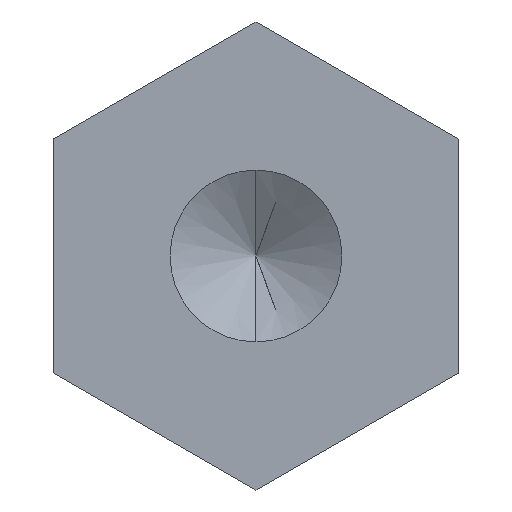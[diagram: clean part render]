
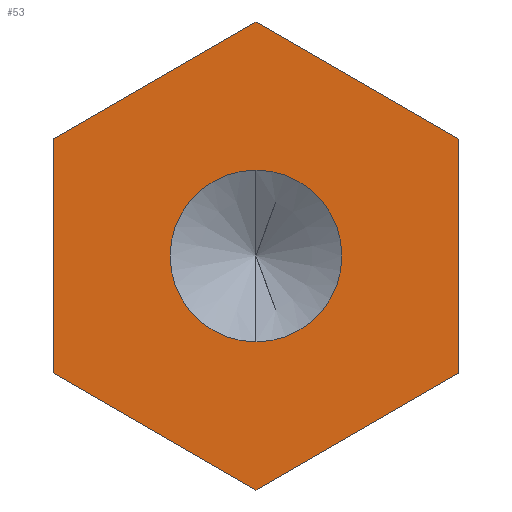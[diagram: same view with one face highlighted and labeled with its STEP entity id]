
A CAD part, left-side view. The second image highlights one B-rep face of the part: STEP entity #53.
In plain terms, the highlighted planar face has unit normal (-1, 0, 0).
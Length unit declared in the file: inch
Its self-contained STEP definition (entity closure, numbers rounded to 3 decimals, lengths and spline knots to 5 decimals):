
#1 = EDGE_CURVE ( 'NONE', #65, #501, #362, .T. ) ;
#6 = DIRECTION ( 'NONE',  ( 0., 0.866, 0.5 ) ) ;
#8 = EDGE_CURVE ( 'NONE', #257, #422, #276, .T. ) ;
#28 = VECTOR ( 'NONE', #141, 39.37008 ) ;
#36 = DIRECTION ( 'NONE',  ( 0., 0., -1. ) ) ;
#39 = DIRECTION ( 'NONE',  ( 0., 0., 1. ) ) ;
#42 = CARTESIAN_POINT ( 'NONE',  ( -2.5, 0.1875, 0.10825 ) ) ;
#47 = CARTESIAN_POINT ( 'NONE',  ( -2.5, 0., 0.21651 ) ) ;
#52 = LINE ( 'NONE', #47, #158 ) ;
#53 = ADVANCED_FACE ( 'NONE', ( #512, #480 ), #364, .F. ) ;
#65 = VERTEX_POINT ( 'NONE', #128 ) ;
#71 = DIRECTION ( 'NONE',  ( 0., 0., 1. ) ) ;
#74 = CARTESIAN_POINT ( 'NONE',  ( -2.5, 0., -0.21651 ) ) ;
#80 = DIRECTION ( 'NONE',  ( 0., 0., -1. ) ) ;
#83 = CARTESIAN_POINT ( 'NONE',  ( -2.5, 0., 0. ) ) ;
#93 = ORIENTED_EDGE ( 'NONE', *, *, #161, .F. ) ;
#94 = VECTOR ( 'NONE', #80, 39.37008 ) ;
#112 = AXIS2_PLACEMENT_3D ( 'NONE', #465, #357, #71 ) ;
#117 = ORIENTED_EDGE ( 'NONE', *, *, #388, .F. ) ;
#122 = VECTOR ( 'NONE', #6, 39.37008 ) ;
#128 = CARTESIAN_POINT ( 'NONE',  ( -2.5, 0., -0.21651 ) ) ;
#136 = CARTESIAN_POINT ( 'NONE',  ( -2.5, 0.1875, 0.10825 ) ) ;
#141 = DIRECTION ( 'NONE',  ( 0., 0.866, -0.5 ) ) ;
#144 = DIRECTION ( 'NONE',  ( 0., 0., 1. ) ) ;
#147 = CARTESIAN_POINT ( 'NONE',  ( -2.5, 0.1875, -0.10825 ) ) ;
#158 = VECTOR ( 'NONE', #345, 39.37008 ) ;
#161 = EDGE_CURVE ( 'NONE', #422, #301, #52, .T. ) ;
#203 = ORIENTED_EDGE ( 'NONE', *, *, #498, .F. ) ;
#217 = CARTESIAN_POINT ( 'NONE',  ( -2.5, 0., 0.0795 ) ) ;
#222 = VECTOR ( 'NONE', #144, 39.37008 ) ;
#229 = AXIS2_PLACEMENT_3D ( 'NONE', #83, #237, #36 ) ;
#236 = LINE ( 'NONE', #273, #94 ) ;
#237 = DIRECTION ( 'NONE',  ( 1., 0., 0. ) ) ;
#246 = CARTESIAN_POINT ( 'NONE',  ( -2.5, -0.1875, -0.10825 ) ) ;
#257 = VERTEX_POINT ( 'NONE', #136 ) ;
#264 = CARTESIAN_POINT ( 'NONE',  ( -2.5, 0., 0.21651 ) ) ;
#268 = EDGE_LOOP ( 'NONE', ( #333, #203, #93, #427, #503, #424 ) ) ;
#273 = CARTESIAN_POINT ( 'NONE',  ( -2.5, -0.1875, 0.10825 ) ) ;
#275 = CARTESIAN_POINT ( 'NONE',  ( -2.5, 0., 0. ) ) ;
#276 = LINE ( 'NONE', #42, #405 ) ;
#279 = DIRECTION ( 'NONE',  ( -1., 0., 0. ) ) ;
#291 = CARTESIAN_POINT ( 'NONE',  ( -2.5, -0.1875, 0.10825 ) ) ;
#292 = VERTEX_POINT ( 'NONE', #246 ) ;
#301 = VERTEX_POINT ( 'NONE', #291 ) ;
#333 = ORIENTED_EDGE ( 'NONE', *, *, #446, .F. ) ;
#345 = DIRECTION ( 'NONE',  ( 0., -0.866, -0.5 ) ) ;
#347 = LINE ( 'NONE', #496, #28 ) ;
#348 = ORIENTED_EDGE ( 'NONE', *, *, #507, .F. ) ;
#350 = EDGE_LOOP ( 'NONE', ( #348, #117 ) ) ;
#357 = DIRECTION ( 'NONE',  ( -1., 0., 0. ) ) ;
#358 = VERTEX_POINT ( 'NONE', #431 ) ;
#362 = LINE ( 'NONE', #74, #122 ) ;
#364 = PLANE ( 'NONE',  #229 ) ;
#373 = VERTEX_POINT ( 'NONE', #217 ) ;
#375 = EDGE_CURVE ( 'NONE', #501, #257, #460, .T. ) ;
#388 = EDGE_CURVE ( 'NONE', #358, #373, #500, .T. ) ;
#389 = CIRCLE ( 'NONE', #390, 0.0795 ) ;
#390 = AXIS2_PLACEMENT_3D ( 'NONE', #275, #279, #39 ) ;
#405 = VECTOR ( 'NONE', #482, 39.37008 ) ;
#422 = VERTEX_POINT ( 'NONE', #264 ) ;
#424 = ORIENTED_EDGE ( 'NONE', *, *, #1, .F. ) ;
#427 = ORIENTED_EDGE ( 'NONE', *, *, #8, .F. ) ;
#431 = CARTESIAN_POINT ( 'NONE',  ( -2.5, 0., -0.0795 ) ) ;
#433 = CARTESIAN_POINT ( 'NONE',  ( -2.5, 0.1875, -0.10825 ) ) ;
#446 = EDGE_CURVE ( 'NONE', #292, #65, #347, .T. ) ;
#460 = LINE ( 'NONE', #147, #222 ) ;
#465 = CARTESIAN_POINT ( 'NONE',  ( -2.5, 0., 0. ) ) ;
#480 = FACE_OUTER_BOUND ( 'NONE', #268, .T. ) ;
#482 = DIRECTION ( 'NONE',  ( 0., -0.866, 0.5 ) ) ;
#496 = CARTESIAN_POINT ( 'NONE',  ( -2.5, -0.1875, -0.10825 ) ) ;
#498 = EDGE_CURVE ( 'NONE', #301, #292, #236, .T. ) ;
#500 = CIRCLE ( 'NONE', #112, 0.0795 ) ;
#501 = VERTEX_POINT ( 'NONE', #433 ) ;
#503 = ORIENTED_EDGE ( 'NONE', *, *, #375, .F. ) ;
#507 = EDGE_CURVE ( 'NONE', #373, #358, #389, .T. ) ;
#512 = FACE_BOUND ( 'NONE', #350, .T. ) ;
